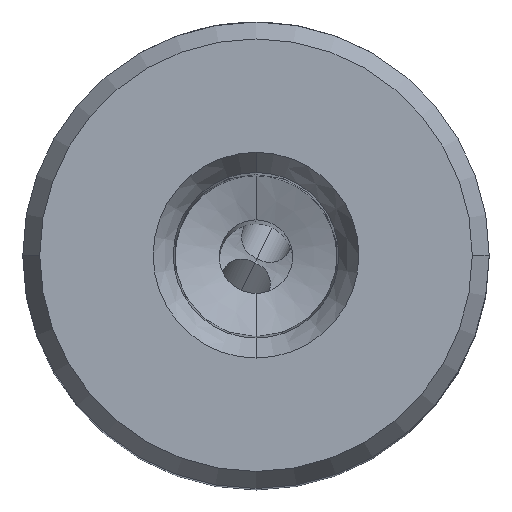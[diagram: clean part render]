
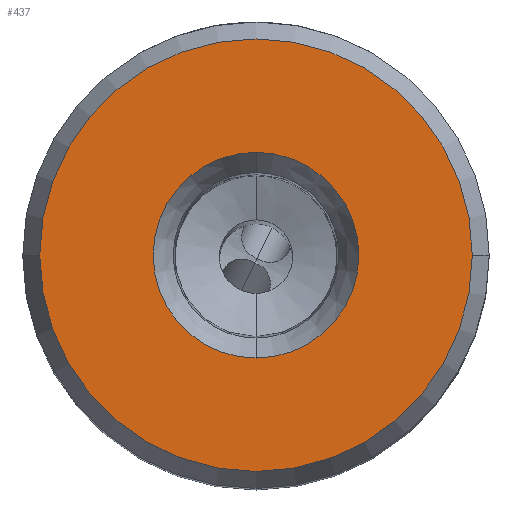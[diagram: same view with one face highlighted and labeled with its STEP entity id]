
A CAD part, top view. The second image highlights one B-rep face of the part: STEP entity #437.
In plain terms, the highlighted planar face has unit normal (0, 0, 1).
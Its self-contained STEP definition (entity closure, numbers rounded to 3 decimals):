
#50=FACE_BOUND('',#740,.T.);
#51=FACE_BOUND('',#741,.T.);
#85=PLANE('',#2900);
#133=CIRCLE('',#2894,7.);
#134=CIRCLE('',#2896,7.);
#135=CIRCLE('',#2898,14.72);
#136=CIRCLE('',#2899,14.72);
#437=ADVANCED_FACE('',(#50,#51),#85,.T.);
#740=EDGE_LOOP('',(#1016,#1017));
#741=EDGE_LOOP('',(#1018,#1019));
#1016=ORIENTED_EDGE('',*,*,#2165,.T.);
#1017=ORIENTED_EDGE('',*,*,#2166,.T.);
#1018=ORIENTED_EDGE('',*,*,#2167,.T.);
#1019=ORIENTED_EDGE('',*,*,#2168,.T.);
#1840=VERTEX_POINT('',#5411);
#1841=VERTEX_POINT('',#5413);
#1842=VERTEX_POINT('',#5419);
#1843=VERTEX_POINT('',#5420);
#2165=EDGE_CURVE('',#1840,#1841,#133,.T.);
#2166=EDGE_CURVE('',#1841,#1840,#134,.T.);
#2167=EDGE_CURVE('',#1842,#1843,#135,.T.);
#2168=EDGE_CURVE('',#1843,#1842,#136,.T.);
#2894=AXIS2_PLACEMENT_3D('',#5414,#3166,#3167);
#2896=AXIS2_PLACEMENT_3D('',#5416,#3170,#3171);
#2898=AXIS2_PLACEMENT_3D('',#5418,#3174,#3175);
#2899=AXIS2_PLACEMENT_3D('',#5421,#3176,#3177);
#2900=AXIS2_PLACEMENT_3D('',#5422,#3178,#3179);
#3166=DIRECTION('',(0.,0.,-1.));
#3167=DIRECTION('',(0.,-1.,0.));
#3170=DIRECTION('',(0.,0.,-1.));
#3171=DIRECTION('',(0.,1.,0.));
#3174=DIRECTION('',(0.,0.,1.));
#3175=DIRECTION('',(-1.,0.,0.));
#3176=DIRECTION('',(0.,0.,1.));
#3177=DIRECTION('',(1.,0.,0.));
#3178=DIRECTION('',(0.,0.,1.));
#3179=DIRECTION('',(-1.,0.,0.));
#5411=CARTESIAN_POINT('',(0.,-7.,30.2));
#5413=CARTESIAN_POINT('',(0.,7.,30.2));
#5414=CARTESIAN_POINT('',(0.,0.,30.2));
#5416=CARTESIAN_POINT('',(0.,0.,30.2));
#5418=CARTESIAN_POINT('',(0.,0.,30.2));
#5419=CARTESIAN_POINT('',(-14.72,0.,30.2));
#5420=CARTESIAN_POINT('',(14.72,0.,30.2));
#5421=CARTESIAN_POINT('',(0.,0.,30.2));
#5422=CARTESIAN_POINT('',(0.,0.,30.2));
